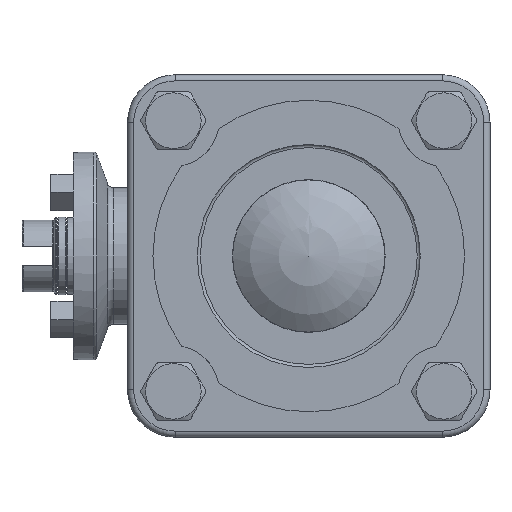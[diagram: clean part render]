
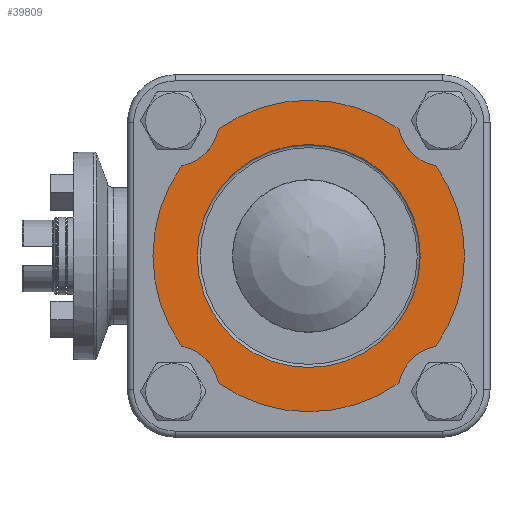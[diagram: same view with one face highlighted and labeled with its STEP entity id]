
A CAD part, left-side view. The second image highlights one B-rep face of the part: STEP entity #39809.
In plain terms, the highlighted planar face has unit normal (-1, 0, 0).
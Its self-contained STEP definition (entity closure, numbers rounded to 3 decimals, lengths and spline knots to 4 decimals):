
#2721=FACE_BOUND('',#6822,.T.);
#3019=PLANE('',#42767);
#4511=FACE_OUTER_BOUND('',#6821,.T.);
#6821=EDGE_LOOP('',(#28842,#28843,#28844,#28845,#28846,#28847,#28848,#28849));
#6822=EDGE_LOOP('',(#28850,#28851));
#17003=CIRCLE('',#42679,1.095);
#17004=CIRCLE('',#42680,1.095);
#17018=CIRCLE('',#42699,0.45);
#17024=CIRCLE('',#42708,0.45);
#17026=CIRCLE('',#42712,0.45);
#17053=CIRCLE('',#42754,0.45);
#17054=CIRCLE('',#42756,1.53);
#17055=CIRCLE('',#42758,1.53);
#17056=CIRCLE('',#42760,1.53);
#17057=CIRCLE('',#42768,1.53);
#17711=VERTEX_POINT('',#55634);
#17712=VERTEX_POINT('',#55636);
#17729=VERTEX_POINT('',#55720);
#17730=VERTEX_POINT('',#55722);
#17739=VERTEX_POINT('',#55796);
#17740=VERTEX_POINT('',#55798);
#17743=VERTEX_POINT('',#55830);
#17744=VERTEX_POINT('',#55832);
#17767=VERTEX_POINT('',#55919);
#17768=VERTEX_POINT('',#55921);
#21950=EDGE_CURVE('',#17712,#17711,#17003,.T.);
#21951=EDGE_CURVE('',#17711,#17712,#17004,.T.);
#21971=EDGE_CURVE('',#17730,#17729,#17018,.T.);
#21985=EDGE_CURVE('',#17740,#17739,#17024,.T.);
#21991=EDGE_CURVE('',#17744,#17743,#17026,.T.);
#22030=EDGE_CURVE('',#17768,#17767,#17053,.T.);
#22032=EDGE_CURVE('',#17768,#17743,#17054,.T.);
#22033=EDGE_CURVE('',#17744,#17739,#17055,.T.);
#22034=EDGE_CURVE('',#17740,#17729,#17056,.T.);
#22040=EDGE_CURVE('',#17730,#17767,#17057,.T.);
#28842=ORIENTED_EDGE('',*,*,#22030,.T.);
#28843=ORIENTED_EDGE('',*,*,#22040,.F.);
#28844=ORIENTED_EDGE('',*,*,#21971,.T.);
#28845=ORIENTED_EDGE('',*,*,#22034,.F.);
#28846=ORIENTED_EDGE('',*,*,#21985,.T.);
#28847=ORIENTED_EDGE('',*,*,#22033,.F.);
#28848=ORIENTED_EDGE('',*,*,#21991,.T.);
#28849=ORIENTED_EDGE('',*,*,#22032,.F.);
#28850=ORIENTED_EDGE('',*,*,#21950,.T.);
#28851=ORIENTED_EDGE('',*,*,#21951,.T.);
#39809=ADVANCED_FACE('',(#4511,#2721),#3019,.T.);
#42679=AXIS2_PLACEMENT_3D('',#55637,#45724,#45725);
#42680=AXIS2_PLACEMENT_3D('',#55638,#45726,#45727);
#42699=AXIS2_PLACEMENT_3D('',#55723,#45766,#45767);
#42708=AXIS2_PLACEMENT_3D('',#55799,#45787,#45788);
#42712=AXIS2_PLACEMENT_3D('',#55833,#45797,#45798);
#42754=AXIS2_PLACEMENT_3D('',#55922,#45892,#45893);
#42756=AXIS2_PLACEMENT_3D('',#55925,#45897,#45898);
#42758=AXIS2_PLACEMENT_3D('',#55927,#45901,#45902);
#42760=AXIS2_PLACEMENT_3D('',#55929,#45905,#45906);
#42767=AXIS2_PLACEMENT_3D('',#55941,#45924,#45925);
#42768=AXIS2_PLACEMENT_3D('',#55942,#45926,#45927);
#45724=DIRECTION('center_axis',(1.,0.,0.));
#45725=DIRECTION('ref_axis',(0.,1.,0.));
#45726=DIRECTION('center_axis',(1.,0.,0.));
#45727=DIRECTION('ref_axis',(0.,1.,0.));
#45766=DIRECTION('center_axis',(1.,0.,0.));
#45767=DIRECTION('ref_axis',(0.,0.,-1.));
#45787=DIRECTION('center_axis',(1.,0.,0.));
#45788=DIRECTION('ref_axis',(0.,0.,-1.));
#45797=DIRECTION('center_axis',(1.,0.,0.));
#45798=DIRECTION('ref_axis',(0.,0.,-1.));
#45892=DIRECTION('center_axis',(1.,0.,0.));
#45893=DIRECTION('ref_axis',(0.,0.,-1.));
#45897=DIRECTION('center_axis',(1.,0.,0.));
#45898=DIRECTION('ref_axis',(0.,1.,0.));
#45901=DIRECTION('center_axis',(1.,0.,0.));
#45902=DIRECTION('ref_axis',(0.,1.,0.));
#45905=DIRECTION('center_axis',(1.,0.,0.));
#45906=DIRECTION('ref_axis',(0.,1.,0.));
#45924=DIRECTION('center_axis',(-1.,0.,0.));
#45925=DIRECTION('ref_axis',(0.,0.,1.));
#45926=DIRECTION('center_axis',(1.,0.,0.));
#45927=DIRECTION('ref_axis',(0.,1.,0.));
#55634=CARTESIAN_POINT('',(-1.79,-1.095,0.));
#55636=CARTESIAN_POINT('',(-1.79,1.095,0.));
#55637=CARTESIAN_POINT('Origin',(-1.79,0.,0.));
#55638=CARTESIAN_POINT('Origin',(-1.79,0.,0.));
#55720=CARTESIAN_POINT('',(-1.79,-1.2466,-0.887));
#55722=CARTESIAN_POINT('',(-1.79,-0.887,-1.2466));
#55723=CARTESIAN_POINT('Origin',(-1.79,-1.3294,-1.3294));
#55796=CARTESIAN_POINT('',(-1.79,-0.887,1.2466));
#55798=CARTESIAN_POINT('',(-1.79,-1.2466,0.887));
#55799=CARTESIAN_POINT('Origin',(-1.79,-1.3294,1.3294));
#55830=CARTESIAN_POINT('',(-1.79,1.2466,0.887));
#55832=CARTESIAN_POINT('',(-1.79,0.887,1.2466));
#55833=CARTESIAN_POINT('Origin',(-1.79,1.3294,1.3294));
#55919=CARTESIAN_POINT('',(-1.79,0.887,-1.2466));
#55921=CARTESIAN_POINT('',(-1.79,1.2466,-0.887));
#55922=CARTESIAN_POINT('Origin',(-1.79,1.3294,-1.3294));
#55925=CARTESIAN_POINT('Origin',(-1.79,0.,0.));
#55927=CARTESIAN_POINT('Origin',(-1.79,0.,0.));
#55929=CARTESIAN_POINT('Origin',(-1.79,0.,0.));
#55941=CARTESIAN_POINT('Origin',(-1.79,1.3125,0.));
#55942=CARTESIAN_POINT('Origin',(-1.79,0.,0.));
